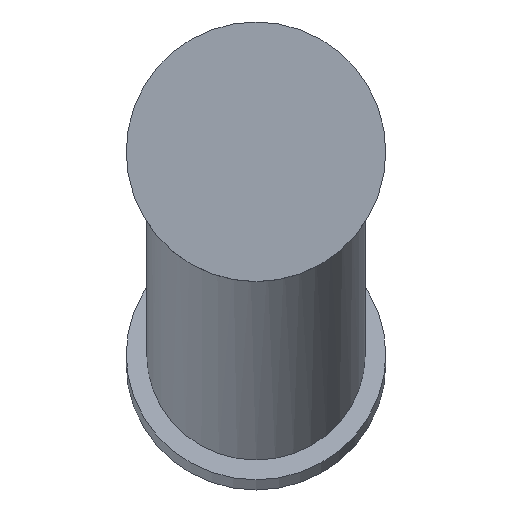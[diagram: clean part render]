
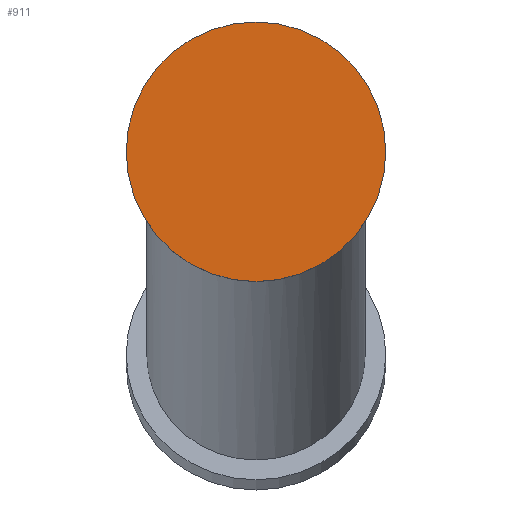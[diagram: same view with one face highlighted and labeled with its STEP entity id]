
A CAD part, top view. The second image highlights one B-rep face of the part: STEP entity #911.
In plain terms, the highlighted planar face has unit normal (0, 0, 1).
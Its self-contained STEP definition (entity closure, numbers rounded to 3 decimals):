
#45 = CIRCLE ( 'NONE', #1929, 100. ) ;
#73 = DIRECTION ( 'NONE',  ( 0., 0., 1. ) ) ;
#111 = EDGE_CURVE ( 'Defeatured_0_15+Defeatured_0_12+Defeatured_0_12+Defeatured_0_12', #2046, #2003, #679, .T. ) ;
#167 = AXIS2_PLACEMENT_3D ( 'NONE', #1793, #73, #1256 ) ;
#242 = EDGE_LOOP ( 'NONE', ( #312, #2172 ) ) ;
#260 = PLANE ( 'NONE',  #167 ) ;
#312 = ORIENTED_EDGE ( 'NONE', *, *, #1708, .T. ) ;
#433 = CARTESIAN_POINT ( 'NONE',  ( -100., 0., 0. ) ) ;
#580 = DIRECTION ( 'NONE',  ( 1., 0., 0. ) ) ;
#660 = CARTESIAN_POINT ( 'NONE',  ( 0., 0., 0. ) ) ;
#679 = CIRCLE ( 'NONE', #1243, 100. ) ;
#845 = DIRECTION ( 'NONE',  ( 1., 0., 0. ) ) ;
#911 = ADVANCED_FACE ( 'Defeatured_0_15', ( #2013 ), #260, .T. ) ;
#1243 = AXIS2_PLACEMENT_3D ( 'NONE', #2180, #2170, #580 ) ;
#1256 = DIRECTION ( 'NONE',  ( 1., 0., 0. ) ) ;
#1336 = DIRECTION ( 'NONE',  ( 0., 0., 1. ) ) ;
#1708 = EDGE_CURVE ( 'Defeatured_0_15+Defeatured_0_12+Defeatured_0_12+Defeatured_0_12', #2003, #2046, #45, .T. ) ;
#1793 = CARTESIAN_POINT ( 'NONE',  ( 0., 0., 0. ) ) ;
#1929 = AXIS2_PLACEMENT_3D ( 'NONE', #660, #1336, #845 ) ;
#2003 = VERTEX_POINT ( 'NONE', #2154 ) ;
#2013 = FACE_OUTER_BOUND ( 'NONE', #242, .T. ) ;
#2046 = VERTEX_POINT ( 'NONE', #433 ) ;
#2154 = CARTESIAN_POINT ( 'NONE',  ( 100., 0., 0. ) ) ;
#2170 = DIRECTION ( 'NONE',  ( 0., 0., 1. ) ) ;
#2172 = ORIENTED_EDGE ( 'NONE', *, *, #111, .T. ) ;
#2180 = CARTESIAN_POINT ( 'NONE',  ( 0., 0., 0. ) ) ;
